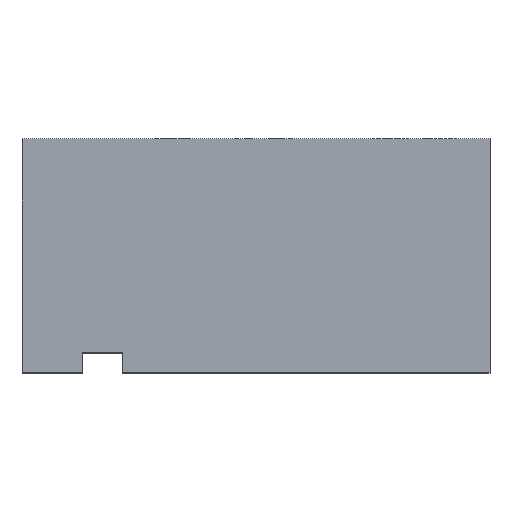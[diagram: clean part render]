
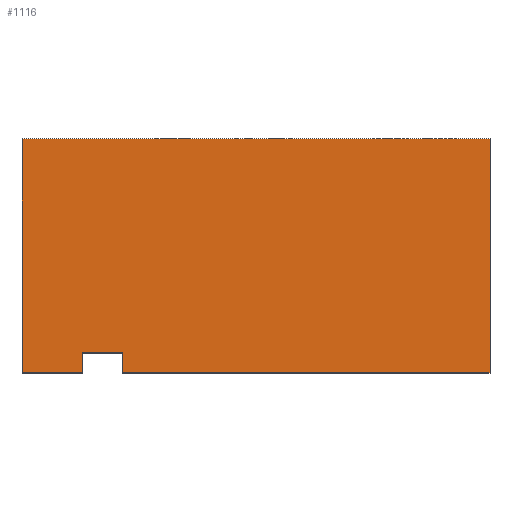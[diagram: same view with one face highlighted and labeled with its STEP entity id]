
A CAD part, top view. The second image highlights one B-rep face of the part: STEP entity #1116.
In plain terms, the highlighted planar face has unit normal (0, 0, 1).
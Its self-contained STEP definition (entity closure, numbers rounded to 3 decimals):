
#9 = VERTEX_POINT ( 'NONE', #1478 ) ;
#39 = CARTESIAN_POINT ( 'NONE',  ( -40., -35., 45. ) ) ;
#47 = EDGE_CURVE ( 'NONE', #1519, #306, #414, .T. ) ;
#78 = CARTESIAN_POINT ( 'NONE',  ( 70., -35., 45. ) ) ;
#106 = EDGE_CURVE ( 'NONE', #9, #1025, #703, .T. ) ;
#172 = VECTOR ( 'NONE', #251, 1000. ) ;
#200 = VERTEX_POINT ( 'NONE', #1359 ) ;
#228 = CARTESIAN_POINT ( 'NONE',  ( -52., -35., 45. ) ) ;
#234 = ORIENTED_EDGE ( 'NONE', *, *, #801, .T. ) ;
#235 = AXIS2_PLACEMENT_3D ( 'NONE', #1001, #1465, #530 ) ;
#239 = VECTOR ( 'NONE', #689, 1000. ) ;
#251 = DIRECTION ( 'NONE',  ( 0., 1., 0. ) ) ;
#306 = VERTEX_POINT ( 'NONE', #228 ) ;
#351 = LINE ( 'NONE', #673, #239 ) ;
#356 = DIRECTION ( 'NONE',  ( 0., -1., 0. ) ) ;
#383 = EDGE_CURVE ( 'NONE', #836, #549, #351, .T. ) ;
#397 = LINE ( 'NONE', #525, #598 ) ;
#414 = LINE ( 'NONE', #1335, #1423 ) ;
#484 = ORIENTED_EDGE ( 'NONE', *, *, #1019, .F. ) ;
#520 = FACE_OUTER_BOUND ( 'NONE', #629, .T. ) ;
#525 = CARTESIAN_POINT ( 'NONE',  ( 70., -35., 45. ) ) ;
#530 = DIRECTION ( 'NONE',  ( -1., 0., 0. ) ) ;
#536 = CARTESIAN_POINT ( 'NONE',  ( -52., -29., 45. ) ) ;
#549 = VERTEX_POINT ( 'NONE', #664 ) ;
#598 = VECTOR ( 'NONE', #1462, 1000. ) ;
#606 = CARTESIAN_POINT ( 'NONE',  ( -52., -29., 45. ) ) ;
#614 = DIRECTION ( 'NONE',  ( -1., 0., 0. ) ) ;
#629 = EDGE_LOOP ( 'NONE', ( #1114, #1419, #484, #1284, #751, #880, #1477, #234 ) ) ;
#664 = CARTESIAN_POINT ( 'NONE',  ( -70., 35., 45. ) ) ;
#673 = CARTESIAN_POINT ( 'NONE',  ( -70., 35., 45. ) ) ;
#687 = CARTESIAN_POINT ( 'NONE',  ( -70., -35., 45. ) ) ;
#689 = DIRECTION ( 'NONE',  ( -1., 0., 0. ) ) ;
#703 = LINE ( 'NONE', #937, #979 ) ;
#715 = VECTOR ( 'NONE', #1430, 1000. ) ;
#751 = ORIENTED_EDGE ( 'NONE', *, *, #106, .T. ) ;
#801 = EDGE_CURVE ( 'NONE', #549, #886, #874, .T. ) ;
#836 = VERTEX_POINT ( 'NONE', #1291 ) ;
#874 = LINE ( 'NONE', #687, #1063 ) ;
#880 = ORIENTED_EDGE ( 'NONE', *, *, #1414, .T. ) ;
#886 = VERTEX_POINT ( 'NONE', #1263 ) ;
#909 = EDGE_CURVE ( 'NONE', #886, #306, #1062, .T. ) ;
#937 = CARTESIAN_POINT ( 'NONE',  ( -70., -35., 45. ) ) ;
#979 = VECTOR ( 'NONE', #1054, 1000. ) ;
#987 = LINE ( 'NONE', #536, #1155 ) ;
#996 = DIRECTION ( 'NONE',  ( 0., -1., 0. ) ) ;
#1001 = CARTESIAN_POINT ( 'NONE',  ( 0., 0., 45. ) ) ;
#1019 = EDGE_CURVE ( 'NONE', #200, #1519, #987, .T. ) ;
#1025 = VERTEX_POINT ( 'NONE', #78 ) ;
#1054 = DIRECTION ( 'NONE',  ( 1., 0., 0. ) ) ;
#1062 = LINE ( 'NONE', #1483, #715 ) ;
#1063 = VECTOR ( 'NONE', #356, 1000. ) ;
#1081 = LINE ( 'NONE', #39, #172 ) ;
#1114 = ORIENTED_EDGE ( 'NONE', *, *, #909, .T. ) ;
#1116 = ADVANCED_FACE ( 'NONE', ( #520 ), #1138, .F. ) ;
#1138 = PLANE ( 'NONE',  #235 ) ;
#1155 = VECTOR ( 'NONE', #614, 1000. ) ;
#1263 = CARTESIAN_POINT ( 'NONE',  ( -70., -35., 45. ) ) ;
#1284 = ORIENTED_EDGE ( 'NONE', *, *, #1299, .F. ) ;
#1291 = CARTESIAN_POINT ( 'NONE',  ( 70., 35., 45. ) ) ;
#1299 = EDGE_CURVE ( 'NONE', #9, #200, #1081, .T. ) ;
#1335 = CARTESIAN_POINT ( 'NONE',  ( -52., -35., 45. ) ) ;
#1359 = CARTESIAN_POINT ( 'NONE',  ( -40., -29., 45. ) ) ;
#1414 = EDGE_CURVE ( 'NONE', #1025, #836, #397, .T. ) ;
#1419 = ORIENTED_EDGE ( 'NONE', *, *, #47, .F. ) ;
#1423 = VECTOR ( 'NONE', #996, 1000. ) ;
#1430 = DIRECTION ( 'NONE',  ( 1., 0., 0. ) ) ;
#1462 = DIRECTION ( 'NONE',  ( 0., 1., 0. ) ) ;
#1465 = DIRECTION ( 'NONE',  ( 0., 0., -1. ) ) ;
#1477 = ORIENTED_EDGE ( 'NONE', *, *, #383, .T. ) ;
#1478 = CARTESIAN_POINT ( 'NONE',  ( -40., -35., 45. ) ) ;
#1483 = CARTESIAN_POINT ( 'NONE',  ( -70., -35., 45. ) ) ;
#1519 = VERTEX_POINT ( 'NONE', #606 ) ;
